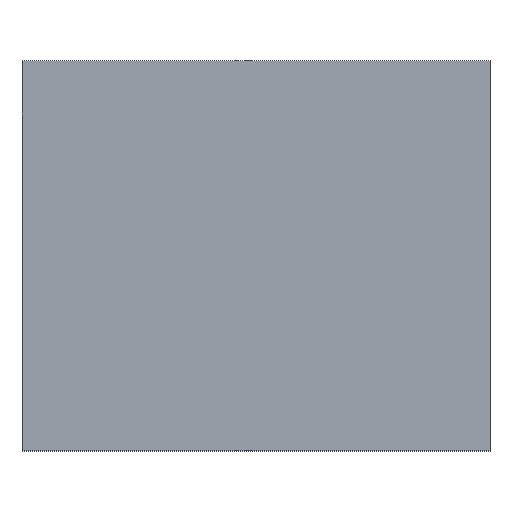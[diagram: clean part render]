
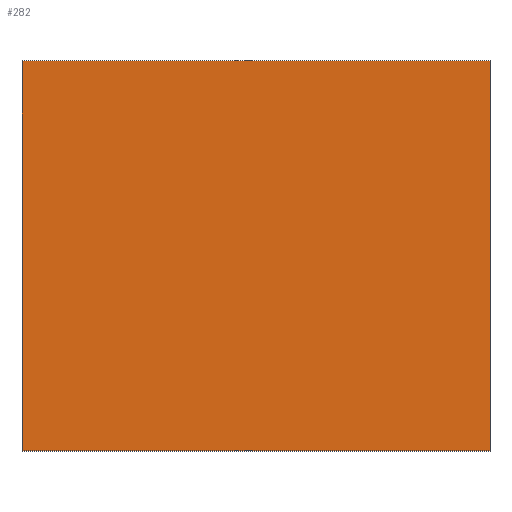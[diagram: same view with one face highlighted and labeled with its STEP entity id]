
A CAD part, top view. The second image highlights one B-rep face of the part: STEP entity #282.
In plain terms, the highlighted planar face has unit normal (0, 0, 1).
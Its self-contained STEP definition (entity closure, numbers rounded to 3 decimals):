
#47=FACE_OUTER_BOUND('',#62,.T.);
#62=EDGE_LOOP('',(#246,#247,#248,#249));
#88=LINE('',#478,#122);
#91=LINE('',#484,#125);
#94=LINE('',#490,#128);
#97=LINE('',#494,#131);
#122=VECTOR('',#394,10.);
#125=VECTOR('',#399,10.);
#128=VECTOR('',#404,10.);
#131=VECTOR('',#409,10.);
#150=VERTEX_POINT('',#475);
#151=VERTEX_POINT('',#477);
#153=VERTEX_POINT('',#483);
#155=VERTEX_POINT('',#489);
#180=EDGE_CURVE('',#151,#150,#88,.T.);
#183=EDGE_CURVE('',#153,#151,#91,.T.);
#186=EDGE_CURVE('',#155,#153,#94,.T.);
#189=EDGE_CURVE('',#150,#155,#97,.T.);
#246=ORIENTED_EDGE('',*,*,#189,.T.);
#247=ORIENTED_EDGE('',*,*,#186,.T.);
#248=ORIENTED_EDGE('',*,*,#183,.T.);
#249=ORIENTED_EDGE('',*,*,#180,.T.);
#267=PLANE('',#337);
#282=ADVANCED_FACE('',(#47),#267,.T.);
#337=AXIS2_PLACEMENT_3D('',#495,#410,#411);
#394=DIRECTION('',(0.,1.,0.));
#399=DIRECTION('',(1.,0.,0.));
#404=DIRECTION('',(0.,-1.,0.));
#409=DIRECTION('',(-1.,0.,0.));
#410=DIRECTION('center_axis',(0.,0.,1.));
#411=DIRECTION('ref_axis',(-1.,0.,0.));
#475=CARTESIAN_POINT('',(60.,50.,20.));
#477=CARTESIAN_POINT('',(60.,0.,20.));
#478=CARTESIAN_POINT('',(60.,0.,20.));
#483=CARTESIAN_POINT('',(0.,0.,20.));
#484=CARTESIAN_POINT('',(0.,0.,20.));
#489=CARTESIAN_POINT('',(0.,50.,20.));
#490=CARTESIAN_POINT('',(0.,50.,20.));
#494=CARTESIAN_POINT('',(60.,50.,20.));
#495=CARTESIAN_POINT('Origin',(30.,25.,20.));
